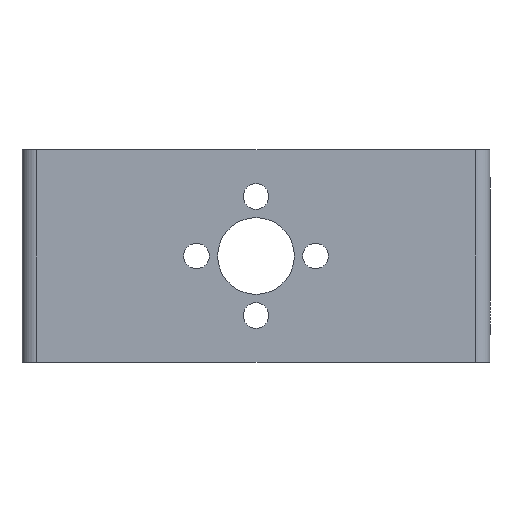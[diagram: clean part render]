
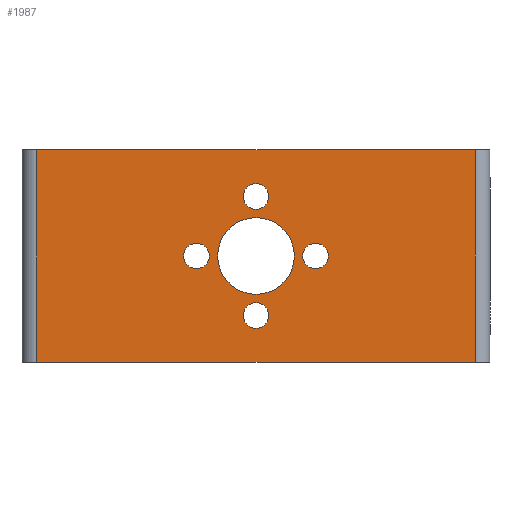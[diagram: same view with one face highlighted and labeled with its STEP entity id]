
A CAD part, front view. The second image highlights one B-rep face of the part: STEP entity #1987.
In plain terms, the highlighted planar face has unit normal (0, -1, 0).
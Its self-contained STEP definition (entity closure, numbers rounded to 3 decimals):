
#1 = AXIS2_PLACEMENT_3D ( 'NONE', #9, #1290, #335 ) ;
#4 = VERTEX_POINT ( 'NONE', #1337 ) ;
#9 = CARTESIAN_POINT ( 'NONE',  ( -7., 0., 0. ) ) ;
#21 = EDGE_LOOP ( 'NONE', ( #1977, #228, #1372, #1800 ) ) ;
#35 = CARTESIAN_POINT ( 'NONE',  ( -7., 0., -1.5 ) ) ;
#86 = AXIS2_PLACEMENT_3D ( 'NONE', #772, #1706, #917 ) ;
#95 = CARTESIAN_POINT ( 'NONE',  ( 26.5, 0., -12.5 ) ) ;
#106 = DIRECTION ( 'NONE',  ( 0., -1., 0. ) ) ;
#127 = CARTESIAN_POINT ( 'NONE',  ( 0., 0., 0. ) ) ;
#152 = VECTOR ( 'NONE', #1986, 1000. ) ;
#160 = DIRECTION ( 'NONE',  ( 0., 0., 1. ) ) ;
#210 = DIRECTION ( 'NONE',  ( 0., 1., 0. ) ) ;
#228 = ORIENTED_EDGE ( 'NONE', *, *, #1915, .T. ) ;
#235 = CARTESIAN_POINT ( 'NONE',  ( -25.763, 0., -12.5 ) ) ;
#243 = ORIENTED_EDGE ( 'NONE', *, *, #2003, .T. ) ;
#251 = DIRECTION ( 'NONE',  ( 0., 0., 1. ) ) ;
#268 = CARTESIAN_POINT ( 'NONE',  ( 0., 0., 7. ) ) ;
#275 = CARTESIAN_POINT ( 'NONE',  ( -7., 0., 1.5 ) ) ;
#278 = CIRCLE ( 'NONE', #586, 4.5 ) ;
#283 = AXIS2_PLACEMENT_3D ( 'NONE', #1132, #1948, #518 ) ;
#284 = DIRECTION ( 'NONE',  ( 0., 0., 1. ) ) ;
#290 = ORIENTED_EDGE ( 'NONE', *, *, #1415, .T. ) ;
#305 = PLANE ( 'NONE',  #906 ) ;
#334 = VERTEX_POINT ( 'NONE', #1980 ) ;
#335 = DIRECTION ( 'NONE',  ( 0., 0., 1. ) ) ;
#349 = CIRCLE ( 'NONE', #1154, 1.5 ) ;
#355 = CARTESIAN_POINT ( 'NONE',  ( 25.763, 0., -12.5 ) ) ;
#370 = EDGE_LOOP ( 'NONE', ( #1780, #243 ) ) ;
#376 = DIRECTION ( 'NONE',  ( 0., 0., 1. ) ) ;
#439 = CARTESIAN_POINT ( 'NONE',  ( 0., 0., 8.5 ) ) ;
#462 = DIRECTION ( 'NONE',  ( 0., 0., 1. ) ) ;
#474 = VERTEX_POINT ( 'NONE', #1073 ) ;
#486 = AXIS2_PLACEMENT_3D ( 'NONE', #1819, #1672, #251 ) ;
#488 = EDGE_LOOP ( 'NONE', ( #1694, #618 ) ) ;
#490 = EDGE_CURVE ( 'NONE', #474, #1272, #1387, .T. ) ;
#503 = ORIENTED_EDGE ( 'NONE', *, *, #1546, .T. ) ;
#518 = DIRECTION ( 'NONE',  ( 0., 0., 1. ) ) ;
#523 = CARTESIAN_POINT ( 'NONE',  ( 0., 0., -5.5 ) ) ;
#583 = VECTOR ( 'NONE', #1246, 1000. ) ;
#586 = AXIS2_PLACEMENT_3D ( 'NONE', #127, #1724, #284 ) ;
#589 = VERTEX_POINT ( 'NONE', #1284 ) ;
#593 = CARTESIAN_POINT ( 'NONE',  ( 0., 0., -7. ) ) ;
#602 = EDGE_LOOP ( 'NONE', ( #1193, #1362 ) ) ;
#610 = CIRCLE ( 'NONE', #1147, 1.5 ) ;
#618 = ORIENTED_EDGE ( 'NONE', *, *, #1710, .T. ) ;
#642 = CARTESIAN_POINT ( 'NONE',  ( 7., 0., 0. ) ) ;
#681 = AXIS2_PLACEMENT_3D ( 'NONE', #963, #792, #160 ) ;
#683 = EDGE_CURVE ( 'NONE', #334, #1072, #1176, .T. ) ;
#694 = VECTOR ( 'NONE', #736, 1000. ) ;
#736 = DIRECTION ( 'NONE',  ( -1., 0., 0. ) ) ;
#739 = EDGE_CURVE ( 'NONE', #1046, #1072, #892, .T. ) ;
#765 = LINE ( 'NONE', #1574, #583 ) ;
#772 = CARTESIAN_POINT ( 'NONE',  ( 0., 0., -7. ) ) ;
#783 = DIRECTION ( 'NONE',  ( 0., 0., 1. ) ) ;
#792 = DIRECTION ( 'NONE',  ( 0., 1., 0. ) ) ;
#849 = CARTESIAN_POINT ( 'NONE',  ( 0., 0., -4.5 ) ) ;
#892 = LINE ( 'NONE', #95, #694 ) ;
#902 = FACE_BOUND ( 'NONE', #1581, .T. ) ;
#906 = AXIS2_PLACEMENT_3D ( 'NONE', #1866, #106, #1069 ) ;
#910 = DIRECTION ( 'NONE',  ( 0., 1., 0. ) ) ;
#917 = DIRECTION ( 'NONE',  ( 0., 0., 1. ) ) ;
#954 = VECTOR ( 'NONE', #1529, 1000. ) ;
#963 = CARTESIAN_POINT ( 'NONE',  ( -7., 0., 0. ) ) ;
#1046 = VERTEX_POINT ( 'NONE', #355 ) ;
#1061 = CARTESIAN_POINT ( 'NONE',  ( 0., 0., 4.5 ) ) ;
#1069 = DIRECTION ( 'NONE',  ( 0., 0., -1. ) ) ;
#1072 = VERTEX_POINT ( 'NONE', #235 ) ;
#1073 = CARTESIAN_POINT ( 'NONE',  ( 0., 0., -8.5 ) ) ;
#1100 = FACE_BOUND ( 'NONE', #602, .T. ) ;
#1132 = CARTESIAN_POINT ( 'NONE',  ( 7., 0., 0. ) ) ;
#1147 = AXIS2_PLACEMENT_3D ( 'NONE', #593, #910, #783 ) ;
#1154 = AXIS2_PLACEMENT_3D ( 'NONE', #642, #1590, #1911 ) ;
#1163 = ORIENTED_EDGE ( 'NONE', *, *, #1975, .T. ) ;
#1172 = EDGE_CURVE ( 'NONE', #1953, #1804, #1612, .T. ) ;
#1176 = LINE ( 'NONE', #1835, #152 ) ;
#1190 = CIRCLE ( 'NONE', #283, 1.5 ) ;
#1191 = CARTESIAN_POINT ( 'NONE',  ( 26.5, 0., 12.5 ) ) ;
#1193 = ORIENTED_EDGE ( 'NONE', *, *, #490, .T. ) ;
#1228 = FACE_BOUND ( 'NONE', #370, .T. ) ;
#1246 = DIRECTION ( 'NONE',  ( 0., 0., 1. ) ) ;
#1272 = VERTEX_POINT ( 'NONE', #523 ) ;
#1284 = CARTESIAN_POINT ( 'NONE',  ( 7., 0., -1.5 ) ) ;
#1288 = CARTESIAN_POINT ( 'NONE',  ( 7., 0., 1.5 ) ) ;
#1290 = DIRECTION ( 'NONE',  ( 0., 1., 0. ) ) ;
#1336 = EDGE_CURVE ( 'NONE', #334, #1816, #1510, .T. ) ;
#1337 = CARTESIAN_POINT ( 'NONE',  ( 0., 0., 5.5 ) ) ;
#1362 = ORIENTED_EDGE ( 'NONE', *, *, #1846, .T. ) ;
#1372 = ORIENTED_EDGE ( 'NONE', *, *, #1336, .F. ) ;
#1382 = DIRECTION ( 'NONE',  ( 0., 1., 0. ) ) ;
#1387 = CIRCLE ( 'NONE', #86, 1.5 ) ;
#1395 = FACE_BOUND ( 'NONE', #488, .T. ) ;
#1408 = CIRCLE ( 'NONE', #1, 1.5 ) ;
#1415 = EDGE_CURVE ( 'NONE', #4, #1483, #1548, .T. ) ;
#1483 = VERTEX_POINT ( 'NONE', #439 ) ;
#1485 = CARTESIAN_POINT ( 'NONE',  ( 25.763, 0., 12.5 ) ) ;
#1510 = LINE ( 'NONE', #1191, #954 ) ;
#1529 = DIRECTION ( 'NONE',  ( 1., 0., 0. ) ) ;
#1536 = FACE_OUTER_BOUND ( 'NONE', #21, .T. ) ;
#1546 = EDGE_CURVE ( 'NONE', #1804, #1953, #278, .T. ) ;
#1548 = CIRCLE ( 'NONE', #486, 1.5 ) ;
#1574 = CARTESIAN_POINT ( 'NONE',  ( 25.763, 0., -12.5 ) ) ;
#1581 = EDGE_LOOP ( 'NONE', ( #503, #1832 ) ) ;
#1590 = DIRECTION ( 'NONE',  ( 0., 1., 0. ) ) ;
#1592 = VERTEX_POINT ( 'NONE', #275 ) ;
#1601 = CIRCLE ( 'NONE', #1818, 1.5 ) ;
#1612 = CIRCLE ( 'NONE', #1920, 4.5 ) ;
#1637 = EDGE_CURVE ( 'NONE', #589, #1644, #1190, .T. ) ;
#1644 = VERTEX_POINT ( 'NONE', #1288 ) ;
#1672 = DIRECTION ( 'NONE',  ( 0., 1., 0. ) ) ;
#1694 = ORIENTED_EDGE ( 'NONE', *, *, #1637, .T. ) ;
#1706 = DIRECTION ( 'NONE',  ( 0., 1., 0. ) ) ;
#1710 = EDGE_CURVE ( 'NONE', #1644, #589, #349, .T. ) ;
#1724 = DIRECTION ( 'NONE',  ( 0., 1., 0. ) ) ;
#1735 = FACE_BOUND ( 'NONE', #1814, .T. ) ;
#1780 = ORIENTED_EDGE ( 'NONE', *, *, #2007, .T. ) ;
#1800 = ORIENTED_EDGE ( 'NONE', *, *, #683, .T. ) ;
#1804 = VERTEX_POINT ( 'NONE', #849 ) ;
#1814 = EDGE_LOOP ( 'NONE', ( #290, #1163 ) ) ;
#1816 = VERTEX_POINT ( 'NONE', #1485 ) ;
#1818 = AXIS2_PLACEMENT_3D ( 'NONE', #268, #1382, #462 ) ;
#1819 = CARTESIAN_POINT ( 'NONE',  ( 0., 0., 7. ) ) ;
#1832 = ORIENTED_EDGE ( 'NONE', *, *, #1172, .T. ) ;
#1835 = CARTESIAN_POINT ( 'NONE',  ( -25.763, 0., 12.5 ) ) ;
#1846 = EDGE_CURVE ( 'NONE', #1272, #474, #610, .T. ) ;
#1866 = CARTESIAN_POINT ( 'NONE',  ( 0., 0., 0. ) ) ;
#1911 = DIRECTION ( 'NONE',  ( 0., 0., 1. ) ) ;
#1915 = EDGE_CURVE ( 'NONE', #1046, #1816, #765, .T. ) ;
#1920 = AXIS2_PLACEMENT_3D ( 'NONE', #1976, #210, #376 ) ;
#1948 = DIRECTION ( 'NONE',  ( 0., 1., 0. ) ) ;
#1953 = VERTEX_POINT ( 'NONE', #1061 ) ;
#1975 = EDGE_CURVE ( 'NONE', #1483, #4, #1601, .T. ) ;
#1976 = CARTESIAN_POINT ( 'NONE',  ( 0., 0., 0. ) ) ;
#1977 = ORIENTED_EDGE ( 'NONE', *, *, #739, .F. ) ;
#1980 = CARTESIAN_POINT ( 'NONE',  ( -25.763, 0., 12.5 ) ) ;
#1981 = CIRCLE ( 'NONE', #681, 1.5 ) ;
#1986 = DIRECTION ( 'NONE',  ( 0., 0., -1. ) ) ;
#1987 = ADVANCED_FACE ( 'NONE', ( #1100, #1228, #902, #1395, #1735, #1536 ), #305, .T. ) ;
#2003 = EDGE_CURVE ( 'NONE', #1592, #2048, #1408, .T. ) ;
#2007 = EDGE_CURVE ( 'NONE', #2048, #1592, #1981, .T. ) ;
#2048 = VERTEX_POINT ( 'NONE', #35 ) ;
